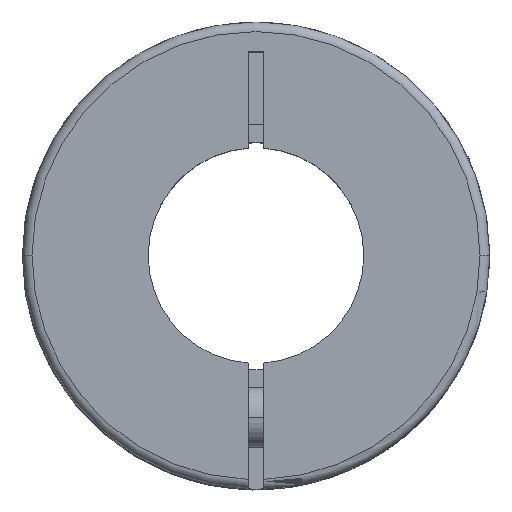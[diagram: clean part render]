
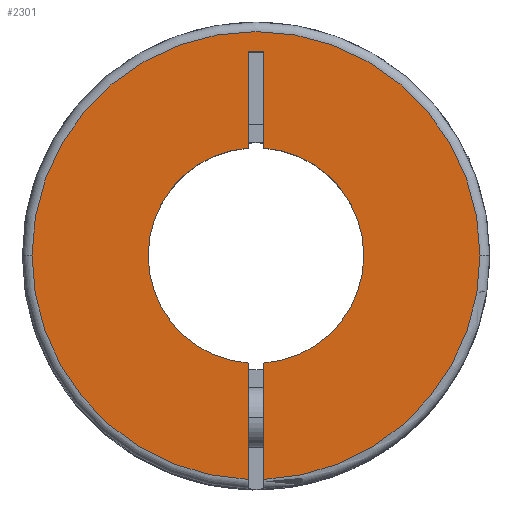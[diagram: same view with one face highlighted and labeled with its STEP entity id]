
A CAD part, top view. The second image highlights one B-rep face of the part: STEP entity #2301.
In plain terms, the highlighted planar face has unit normal (0, 0, 1).
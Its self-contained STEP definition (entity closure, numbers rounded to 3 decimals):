
#29 = EDGE_CURVE ( 'NONE', #2931, #3662, #3776, .T. ) ;
#110 = EDGE_CURVE ( 'NONE', #3849, #2386, #3147, .T. ) ;
#133 = CARTESIAN_POINT ( 'NONE',  ( 0.65, 8.976, 0. ) ) ;
#144 = DIRECTION ( 'NONE',  ( 0., -1., 0. ) ) ;
#190 = CARTESIAN_POINT ( 'NONE',  ( 0., 0., 0. ) ) ;
#263 = CARTESIAN_POINT ( 'NONE',  ( -0.65, 17., 0. ) ) ;
#286 = DIRECTION ( 'NONE',  ( 0., -1., 0. ) ) ;
#358 = DIRECTION ( 'NONE',  ( 0., -1., 0. ) ) ;
#379 = ORIENTED_EDGE ( 'NONE', *, *, #2073, .F. ) ;
#387 = EDGE_CURVE ( 'NONE', #2386, #2624, #533, .T. ) ;
#398 = ORIENTED_EDGE ( 'NONE', *, *, #3415, .F. ) ;
#406 = EDGE_CURVE ( 'NONE', #1686, #3849, #2838, .T. ) ;
#410 = PLANE ( 'NONE',  #443 ) ;
#440 = AXIS2_PLACEMENT_3D ( 'NONE', #1901, #1595, #2525 ) ;
#443 = AXIS2_PLACEMENT_3D ( 'NONE', #2284, #3822, #144 ) ;
#451 = CARTESIAN_POINT ( 'NONE',  ( 0., 0., 0. ) ) ;
#477 = DIRECTION ( 'NONE',  ( 0., 0., -1. ) ) ;
#478 = EDGE_LOOP ( 'NONE', ( #398, #538, #1899, #3653, #3402, #3469, #3983, #925, #2141, #2531, #379 ) ) ;
#531 = CARTESIAN_POINT ( 'NONE',  ( 0.65, -19.5, 0. ) ) ;
#533 = LINE ( 'NONE', #263, #1082 ) ;
#538 = ORIENTED_EDGE ( 'NONE', *, *, #29, .F. ) ;
#593 = CARTESIAN_POINT ( 'NONE',  ( 0.65, -19.5, 0. ) ) ;
#671 = CARTESIAN_POINT ( 'NONE',  ( 0.65, -18.689, 0. ) ) ;
#693 = FACE_OUTER_BOUND ( 'NONE', #478, .T. ) ;
#733 = DIRECTION ( 'NONE',  ( -1., 0., 0. ) ) ;
#828 = CIRCLE ( 'NONE', #3364, 9. ) ;
#870 = CARTESIAN_POINT ( 'NONE',  ( 0., 0., 0. ) ) ;
#906 = CARTESIAN_POINT ( 'NONE',  ( 0., 0., 0. ) ) ;
#925 = ORIENTED_EDGE ( 'NONE', *, *, #1728, .T. ) ;
#1020 = VERTEX_POINT ( 'NONE', #3198 ) ;
#1042 = DIRECTION ( 'NONE',  ( 0., 0., -1. ) ) ;
#1043 = CARTESIAN_POINT ( 'NONE',  ( -0.65, 17., 0. ) ) ;
#1082 = VECTOR ( 'NONE', #358, 1000. ) ;
#1159 = AXIS2_PLACEMENT_3D ( 'NONE', #906, #3604, #3907 ) ;
#1254 = EDGE_CURVE ( 'NONE', #3297, #3523, #2694, .T. ) ;
#1574 = AXIS2_PLACEMENT_3D ( 'NONE', #190, #477, #1718 ) ;
#1595 = DIRECTION ( 'NONE',  ( 0., 0., -1. ) ) ;
#1610 = CIRCLE ( 'NONE', #440, 9. ) ;
#1686 = VERTEX_POINT ( 'NONE', #133 ) ;
#1718 = DIRECTION ( 'NONE',  ( -1., 0., 0. ) ) ;
#1728 = EDGE_CURVE ( 'NONE', #1686, #3304, #828, .T. ) ;
#1730 = EDGE_CURVE ( 'NONE', #2931, #1020, #2972, .T. ) ;
#1805 = DIRECTION ( 'NONE',  ( 0., 0., -1. ) ) ;
#1899 = ORIENTED_EDGE ( 'NONE', *, *, #1730, .T. ) ;
#1900 = EDGE_CURVE ( 'NONE', #1020, #2624, #1610, .T. ) ;
#1901 = CARTESIAN_POINT ( 'NONE',  ( 0., 0., 0. ) ) ;
#1916 = VERTEX_POINT ( 'NONE', #2330 ) ;
#1941 = CARTESIAN_POINT ( 'NONE',  ( 0.65, -8.976, 0. ) ) ;
#2046 = CARTESIAN_POINT ( 'NONE',  ( -0.65, -8.976, 0. ) ) ;
#2073 = EDGE_CURVE ( 'NONE', #1916, #3297, #3690, .T. ) ;
#2141 = ORIENTED_EDGE ( 'NONE', *, *, #2960, .F. ) ;
#2284 = CARTESIAN_POINT ( 'NONE',  ( 0., 0., 0. ) ) ;
#2301 = ADVANCED_FACE ( 'NONE', ( #693 ), #410, .F. ) ;
#2330 = CARTESIAN_POINT ( 'NONE',  ( -18.7, 0., 0. ) ) ;
#2338 = LINE ( 'NONE', #531, #2839 ) ;
#2378 = VECTOR ( 'NONE', #2604, 1000. ) ;
#2386 = VERTEX_POINT ( 'NONE', #1043 ) ;
#2420 = CARTESIAN_POINT ( 'NONE',  ( -0.65, -18.689, 0. ) ) ;
#2525 = DIRECTION ( 'NONE',  ( -1., 0., 0. ) ) ;
#2531 = ORIENTED_EDGE ( 'NONE', *, *, #1254, .F. ) ;
#2537 = CARTESIAN_POINT ( 'NONE',  ( 0.65, 17., 0. ) ) ;
#2604 = DIRECTION ( 'NONE',  ( -1., 0., 0. ) ) ;
#2624 = VERTEX_POINT ( 'NONE', #3457 ) ;
#2694 = CIRCLE ( 'NONE', #3794, 18.7 ) ;
#2716 = DIRECTION ( 'NONE',  ( 0., 0., -1. ) ) ;
#2748 = DIRECTION ( 'NONE',  ( -1., 0., 0. ) ) ;
#2796 = DIRECTION ( 'NONE',  ( 0., 1., 0. ) ) ;
#2824 = VECTOR ( 'NONE', #286, 1000. ) ;
#2829 = CARTESIAN_POINT ( 'NONE',  ( 18.7, 0., 0. ) ) ;
#2837 = AXIS2_PLACEMENT_3D ( 'NONE', #870, #1805, #3913 ) ;
#2838 = LINE ( 'NONE', #593, #3548 ) ;
#2839 = VECTOR ( 'NONE', #3596, 1000. ) ;
#2931 = VERTEX_POINT ( 'NONE', #2046 ) ;
#2960 = EDGE_CURVE ( 'NONE', #3523, #3304, #2338, .T. ) ;
#2972 = CIRCLE ( 'NONE', #2837, 9. ) ;
#3147 = LINE ( 'NONE', #2537, #2378 ) ;
#3198 = CARTESIAN_POINT ( 'NONE',  ( -9., 0., 0. ) ) ;
#3297 = VERTEX_POINT ( 'NONE', #2829 ) ;
#3304 = VERTEX_POINT ( 'NONE', #1941 ) ;
#3328 = CIRCLE ( 'NONE', #1574, 18.7 ) ;
#3364 = AXIS2_PLACEMENT_3D ( 'NONE', #3893, #2716, #2748 ) ;
#3402 = ORIENTED_EDGE ( 'NONE', *, *, #387, .F. ) ;
#3415 = EDGE_CURVE ( 'NONE', #3662, #1916, #3328, .T. ) ;
#3457 = CARTESIAN_POINT ( 'NONE',  ( -0.65, 8.976, 0. ) ) ;
#3469 = ORIENTED_EDGE ( 'NONE', *, *, #110, .F. ) ;
#3523 = VERTEX_POINT ( 'NONE', #671 ) ;
#3548 = VECTOR ( 'NONE', #2796, 1000. ) ;
#3596 = DIRECTION ( 'NONE',  ( 0., 1., 0. ) ) ;
#3604 = DIRECTION ( 'NONE',  ( 0., 0., -1. ) ) ;
#3653 = ORIENTED_EDGE ( 'NONE', *, *, #1900, .T. ) ;
#3662 = VERTEX_POINT ( 'NONE', #2420 ) ;
#3690 = CIRCLE ( 'NONE', #1159, 18.7 ) ;
#3718 = CARTESIAN_POINT ( 'NONE',  ( 0.65, 17., 0. ) ) ;
#3723 = CARTESIAN_POINT ( 'NONE',  ( -0.65, 17., 0. ) ) ;
#3776 = LINE ( 'NONE', #3723, #2824 ) ;
#3794 = AXIS2_PLACEMENT_3D ( 'NONE', #451, #1042, #733 ) ;
#3822 = DIRECTION ( 'NONE',  ( 0., 0., -1. ) ) ;
#3849 = VERTEX_POINT ( 'NONE', #3718 ) ;
#3893 = CARTESIAN_POINT ( 'NONE',  ( 0., 0., 0. ) ) ;
#3907 = DIRECTION ( 'NONE',  ( -1., 0., 0. ) ) ;
#3913 = DIRECTION ( 'NONE',  ( -1., 0., 0. ) ) ;
#3983 = ORIENTED_EDGE ( 'NONE', *, *, #406, .F. ) ;
